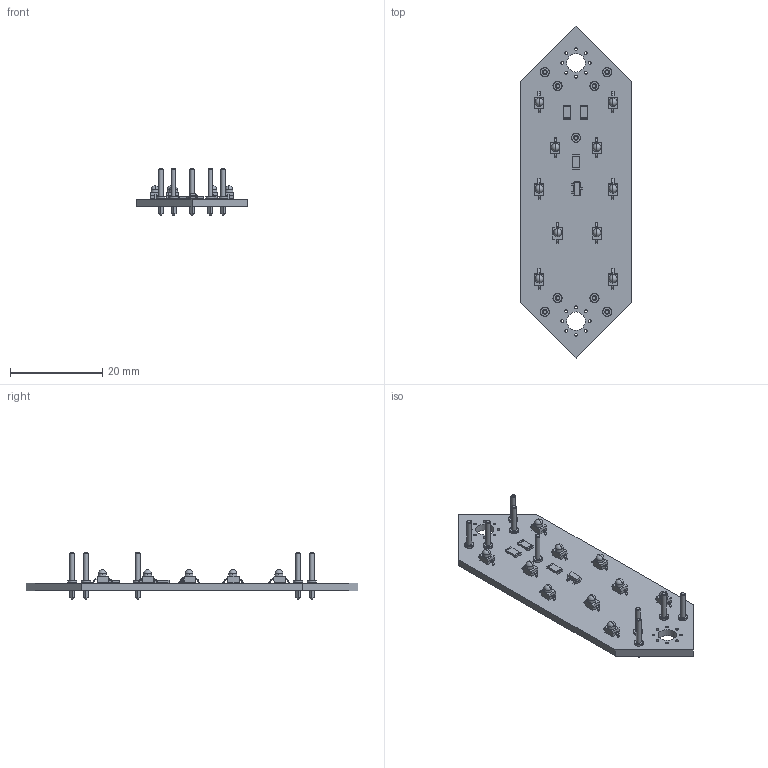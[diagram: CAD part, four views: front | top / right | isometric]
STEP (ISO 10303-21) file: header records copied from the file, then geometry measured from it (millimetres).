
FILE_DESCRIPTION(('KiCad electronic assembly'),'2;1');
FILE_NAME('SevenSegment.step','2020-09-05T09:10:50',('An Author'),( 'A Company'),'Open CASCADE STEP processor 6.9', 'KiCad to STEP converter','Unknown');
FILE_SCHEMA(('AUTOMOTIVE_DESIGN { 1 0 10303 214 1 1 1 1 }'));
Length unit declared in the file: millimetre
Products named in the file (10): Open CASCADE STEP translator 6.9 1; R_1206_3216Metric; SOLID; AM2520-03; COMPOUND; SOT-23; Pin_D1.0mm_L10.0mm
Assembly tree (28 placements, depth 3):
  Open CASCADE STEP translator 6.9 1
    R_1206_3216Metric  x3
      SOLID
    AM2520-03  x10
      COMPOUND
    SOT-23
      SOLID
    Pin_D1.0mm_L10.0mm  x9
      SOLID
    COMPOUND
Bounding box: 24 x 72 x 10 mm (x, y, z)
Volume: 2428.7 mm3; surface area: 3919.1 mm2
Topology: 44 solids, 44 shells, 3492 faces, 9181 edges, 6085 vertices
Faces by surface type: plane 2077, bspline 1187, cylinder 161, torus 27, cone 20, sphere 20
Full cylindrical faces by diameter (mm): 0.6 x16, 1 x18, 2 x9, 4 x2
Entity records: 41577 total; most frequent: CARTESIAN_POINT 15472, DIRECTION 3633, LINE 2635, VECTOR 2635, ORIENTED_EDGE 2440, PCURVE 2440, DEFINITIONAL_REPRESENTATION 2440, EDGE_CURVE 1220
